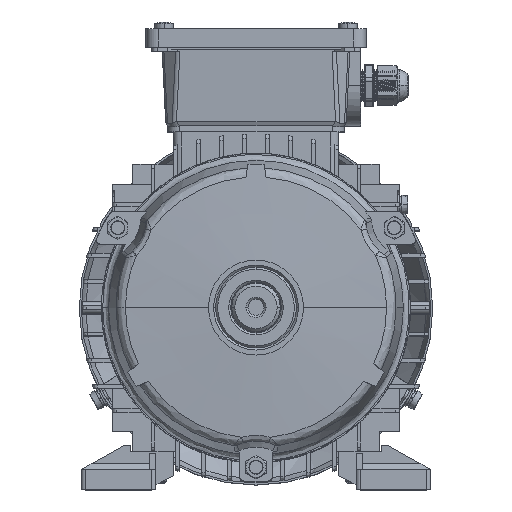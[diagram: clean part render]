
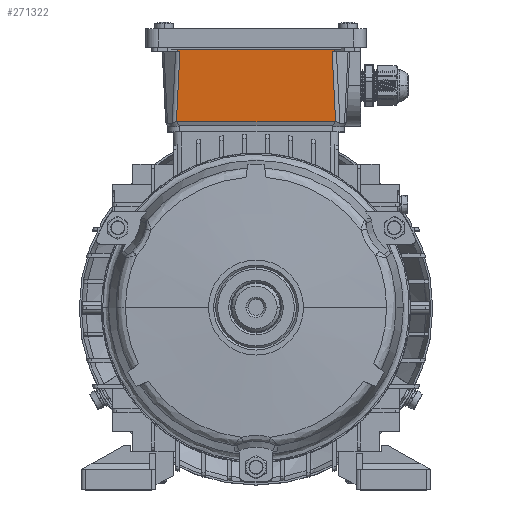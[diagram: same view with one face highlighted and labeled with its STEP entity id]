
A CAD part, top view. The second image highlights one B-rep face of the part: STEP entity #271322.
In plain terms, the highlighted planar face has unit normal (0, -0.05, 0.999).
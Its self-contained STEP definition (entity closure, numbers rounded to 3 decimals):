
#11656 = VECTOR ( 'NONE', #174685, 1000. ) ;
#17871 = VECTOR ( 'NONE', #332921, 1000. ) ;
#20004 = DIRECTION ( 'NONE',  ( -1., 0., 0. ) ) ;
#22501 = CARTESIAN_POINT ( 'NONE',  ( -118.76, 148.888, 128.691 ) ) ;
#25445 = LINE ( 'NONE', #264914, #113894 ) ;
#36509 = VECTOR ( 'NONE', #201050, 1000. ) ;
#38084 = CARTESIAN_POINT ( 'NONE',  ( -14.667, 148.888, 128.691 ) ) ;
#39157 = EDGE_CURVE ( 'NONE', #169258, #301322, #82765, .T. ) ;
#40524 = CARTESIAN_POINT ( 'NONE',  ( -40.521, 112.913, 126.893 ) ) ;
#48500 = CARTESIAN_POINT ( 'NONE',  ( -118.809, 147.911, 128.642 ) ) ;
#50676 = EDGE_LOOP ( 'NONE', ( #342847, #262183, #183851, #344119, #120999, #86558, #194206, #80831, #84873, #180202 ) ) ;
#57139 = DIRECTION ( 'NONE',  ( 1., 0., 0. ) ) ;
#60432 = CARTESIAN_POINT ( 'NONE',  ( -119.202, 112.911, 126.892 ) ) ;
#63833 = VERTEX_POINT ( 'NONE', #329536 ) ;
#64862 = DIRECTION ( 'NONE',  ( -0.05, -0.998, -0.05 ) ) ;
#67175 = CARTESIAN_POINT ( 'NONE',  ( -119.302, 113.128, 126.903 ) ) ;
#69930 = AXIS2_PLACEMENT_3D ( 'NONE', #267065, #103381, #184693 ) ;
#74506 = VERTEX_POINT ( 'NONE', #40524 ) ;
#76435 = EDGE_CURVE ( 'NONE', #74506, #245900, #312790, .T. ) ;
#80831 = ORIENTED_EDGE ( 'NONE', *, *, #103765, .T. ) ;
#82765 = LINE ( 'NONE', #146921, #36509 ) ;
#84718 = EDGE_CURVE ( 'NONE', #169258, #244072, #165385, .T. ) ;
#84873 = ORIENTED_EDGE ( 'NONE', *, *, #95353, .T. ) ;
#86558 = ORIENTED_EDGE ( 'NONE', *, *, #233467, .T. ) ;
#91855 = CARTESIAN_POINT ( 'NONE',  ( -41.074, 148.888, 128.691 ) ) ;
#93880 = LINE ( 'NONE', #67175, #123662 ) ;
#95353 = EDGE_CURVE ( 'NONE', #165655, #241708, #99789, .T. ) ;
#99789 = LINE ( 'NONE', #162141, #213667 ) ;
#103381 = DIRECTION ( 'NONE',  ( 0., 0.05, -0.999 ) ) ;
#103765 = EDGE_CURVE ( 'NONE', #245900, #165655, #25445, .T. ) ;
#104721 = VERTEX_POINT ( 'NONE', #285059 ) ;
#108226 = CARTESIAN_POINT ( 'NONE',  ( -40.558, 112.911, 126.892 ) ) ;
#109394 = CARTESIAN_POINT ( 'NONE',  ( -40.521, 112.913, 126.893 ) ) ;
#109873 = FACE_OUTER_BOUND ( 'NONE', #50676, .T. ) ;
#113894 = VECTOR ( 'NONE', #315650, 1000. ) ;
#120999 = ORIENTED_EDGE ( 'NONE', *, *, #255856, .F. ) ;
#121345 = VERTEX_POINT ( 'NONE', #60432 ) ;
#123662 = VECTOR ( 'NONE', #64862, 1000. ) ;
#131897 = CARTESIAN_POINT ( 'NONE',  ( -40.595, 112.911, 126.892 ) ) ;
#132844 = PLANE ( 'NONE',  #69930 ) ;
#133063 = CARTESIAN_POINT ( 'NONE',  ( -40.631, 112.911, 126.892 ) ) ;
#134955 = CARTESIAN_POINT ( 'NONE',  ( -14.667, 147.911, 128.642 ) ) ;
#139684 = DIRECTION ( 'NONE',  ( -0.05, 0.998, 0.05 ) ) ;
#139894 = CARTESIAN_POINT ( 'NONE',  ( -45.631, 215.11, 132.002 ) ) ;
#144985 = CARTESIAN_POINT ( 'NONE',  ( -42.271, 147.911, 128.642 ) ) ;
#146921 = CARTESIAN_POINT ( 'NONE',  ( -115.121, 221.665, 132.33 ) ) ;
#147475 =( BOUNDED_CURVE ( )  B_SPLINE_CURVE ( 3, ( #297033, #188655, #271069, #322910 ),
 .UNSPECIFIED., .F., .F. ) 
 B_SPLINE_CURVE_WITH_KNOTS ( ( 4, 4 ),
 ( 6.103, 6.12 ),
 .UNSPECIFIED. ) 
 CURVE ( )  GEOMETRIC_REPRESENTATION_ITEM ( )  RATIONAL_B_SPLINE_CURVE ( ( 1., 1., 1., 1. ) ) 
 REPRESENTATION_ITEM ( '' )  );
#159509 = LINE ( 'NONE', #181258, #180438 ) ;
#162141 = CARTESIAN_POINT ( 'NONE',  ( -44.388, 215.172, 132.005 ) ) ;
#165385 = LINE ( 'NONE', #134955, #182233 ) ;
#165655 = VERTEX_POINT ( 'NONE', #301986 ) ;
#169258 = VERTEX_POINT ( 'NONE', #48500 ) ;
#174685 = DIRECTION ( 'NONE',  ( -1., 0., 0. ) ) ;
#180202 = ORIENTED_EDGE ( 'NONE', *, *, #260720, .T. ) ;
#180438 = VECTOR ( 'NONE', #20004, 1000. ) ;
#181258 = CARTESIAN_POINT ( 'NONE',  ( -14.667, 112.911, 126.892 ) ) ;
#182233 = VECTOR ( 'NONE', #57139, 1000. ) ;
#183851 = ORIENTED_EDGE ( 'NONE', *, *, #297268, .T. ) ;
#184693 = DIRECTION ( 'NONE',  ( 0., -0.999, -0.05 ) ) ;
#188655 = CARTESIAN_POINT ( 'NONE',  ( -119.276, 112.911, 126.892 ) ) ;
#194206 = ORIENTED_EDGE ( 'NONE', *, *, #76435, .T. ) ;
#201050 = DIRECTION ( 'NONE',  ( 0.05, 0.998, 0.05 ) ) ;
#206878 = EDGE_CURVE ( 'NONE', #63833, #121345, #147475, .T. ) ;
#207682 =( BOUNDED_CURVE ( )  B_SPLINE_CURVE ( 3, ( #133063, #131897, #108226, #109394 ),
 .UNSPECIFIED., .F., .F. ) 
 B_SPLINE_CURVE_WITH_KNOTS ( ( 4, 4 ),
 ( 3.305, 3.321 ),
 .UNSPECIFIED. ) 
 CURVE ( )  GEOMETRIC_REPRESENTATION_ITEM ( )  RATIONAL_B_SPLINE_CURVE ( ( 1., 1., 1., 1. ) ) 
 REPRESENTATION_ITEM ( '' )  );
#213667 = VECTOR ( 'NONE', #139684, 1000. ) ;
#233467 = EDGE_CURVE ( 'NONE', #104721, #74506, #207682, .T. ) ;
#238964 = LINE ( 'NONE', #38084, #11656 ) ;
#241708 = VERTEX_POINT ( 'NONE', #91855 ) ;
#244072 = VERTEX_POINT ( 'NONE', #274987 ) ;
#245900 = VERTEX_POINT ( 'NONE', #144985 ) ;
#255856 = EDGE_CURVE ( 'NONE', #104721, #121345, #159509, .T. ) ;
#260720 = EDGE_CURVE ( 'NONE', #241708, #301322, #238964, .T. ) ;
#262183 = ORIENTED_EDGE ( 'NONE', *, *, #84718, .T. ) ;
#264914 = CARTESIAN_POINT ( 'NONE',  ( -14.667, 147.911, 128.642 ) ) ;
#267065 = CARTESIAN_POINT ( 'NONE',  ( -14.667, 216.655, 132.08 ) ) ;
#271069 = CARTESIAN_POINT ( 'NONE',  ( -119.239, 112.911, 126.892 ) ) ;
#271322 = ADVANCED_FACE ( 'NONE', ( #109873 ), #132844, .F. ) ;
#274987 = CARTESIAN_POINT ( 'NONE',  ( -117.563, 147.911, 128.642 ) ) ;
#285059 = CARTESIAN_POINT ( 'NONE',  ( -40.631, 112.911, 126.892 ) ) ;
#297033 = CARTESIAN_POINT ( 'NONE',  ( -119.313, 112.913, 126.893 ) ) ;
#297268 = EDGE_CURVE ( 'NONE', #244072, #63833, #93880, .T. ) ;
#301322 = VERTEX_POINT ( 'NONE', #22501 ) ;
#301986 = CARTESIAN_POINT ( 'NONE',  ( -41.025, 147.911, 128.642 ) ) ;
#312790 = LINE ( 'NONE', #139894, #17871 ) ;
#315650 = DIRECTION ( 'NONE',  ( 1., 0., 0. ) ) ;
#322910 = CARTESIAN_POINT ( 'NONE',  ( -119.202, 112.911, 126.892 ) ) ;
#329536 = CARTESIAN_POINT ( 'NONE',  ( -119.313, 112.913, 126.893 ) ) ;
#332921 = DIRECTION ( 'NONE',  ( -0.05, 0.998, 0.05 ) ) ;
#342847 = ORIENTED_EDGE ( 'NONE', *, *, #39157, .F. ) ;
#344119 = ORIENTED_EDGE ( 'NONE', *, *, #206878, .T. ) ;
